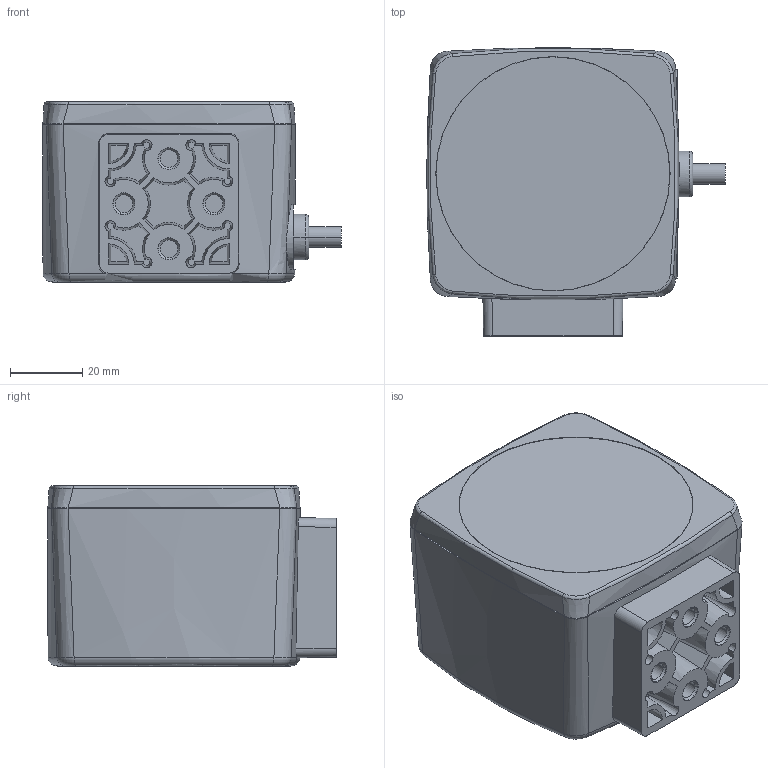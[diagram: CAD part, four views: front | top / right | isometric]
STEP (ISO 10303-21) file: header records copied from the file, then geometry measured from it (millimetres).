
FILE_DESCRIPTION((''),'2;1');
FILE_NAME('CAD-6936_SW0002','2020-06-23T10:37:00',('creinig-se'),(''),'CREO PARAMETRIC BY PTC INC, 2019292','CREO PARAMETRIC BY PTC INC, 2019292','');
FILE_SCHEMA(('CONFIG_CONTROL_DESIGN','SHAPE_APPEARANCE_LAYERS_GROUPS'));
Length unit declared in the file: millimetre
Products named in the file (1): CAD-6936_SW0002
Bounding box: 82.8 x 80 x 50 mm (x, y, z)
Volume: 241949.5 mm3; surface area: 30449.9 mm2
Topology: 1 solids, 1 shells, 260 faces, 648 edges, 428 vertices
Faces by surface type: plane 87, cone 70, cylinder 68, bspline 21, torus 14
Entity records: 11552 total; most frequent: CARTESIAN_POINT 3480, ORIENTED_EDGE 1290, DIRECTION 1269, EDGE_CURVE 645, AXIS2_PLACEMENT_3D 520, VERTEX_POINT 422, EDGE_LOOP 299, CIRCLE 280
